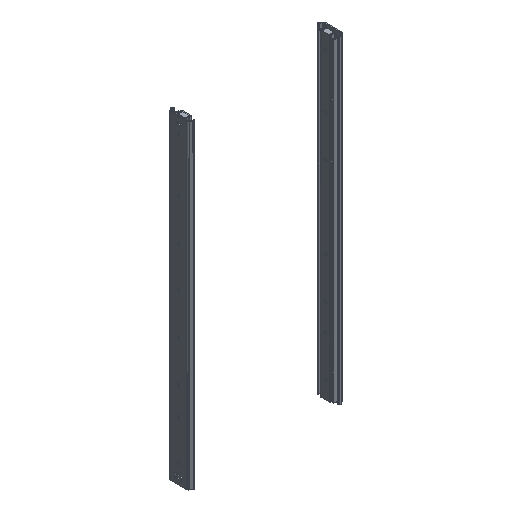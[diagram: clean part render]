
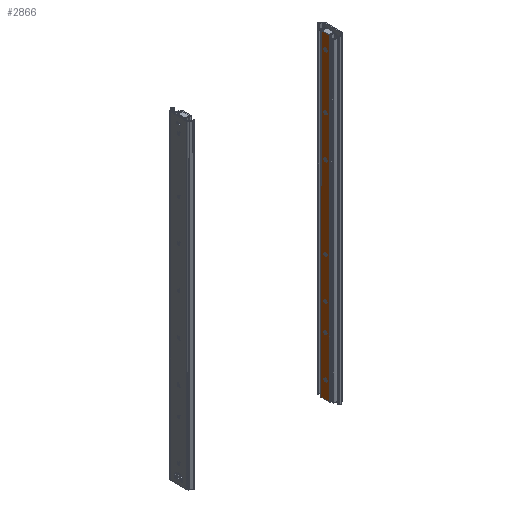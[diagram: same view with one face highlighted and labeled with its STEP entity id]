
A CAD part, isometric view. The second image highlights one B-rep face of the part: STEP entity #2866.
In plain terms, the highlighted face is planar.
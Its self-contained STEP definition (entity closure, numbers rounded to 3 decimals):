
#143=FACE_BOUND('',#512,.T.);
#144=FACE_BOUND('',#513,.T.);
#145=FACE_BOUND('',#514,.T.);
#146=FACE_BOUND('',#515,.T.);
#147=FACE_BOUND('',#516,.T.);
#148=FACE_BOUND('',#517,.T.);
#149=FACE_BOUND('',#518,.T.);
#212=PLANE('',#3263);
#342=FACE_OUTER_BOUND('',#511,.T.);
#511=EDGE_LOOP('',(#2508,#2509,#2510,#2511));
#512=EDGE_LOOP('',(#2512));
#513=EDGE_LOOP('',(#2513));
#514=EDGE_LOOP('',(#2514));
#515=EDGE_LOOP('',(#2515));
#516=EDGE_LOOP('',(#2516));
#517=EDGE_LOOP('',(#2517));
#518=EDGE_LOOP('',(#2518));
#761=LINE('',#4928,#1007);
#763=LINE('',#4954,#1009);
#764=LINE('',#4956,#1010);
#765=LINE('',#4957,#1011);
#1007=VECTOR('',#4022,10.);
#1009=VECTOR('',#4034,10.);
#1010=VECTOR('',#4035,10.);
#1011=VECTOR('',#4036,10.);
#1124=CIRCLE('',#3219,2.9);
#1126=CIRCLE('',#3223,2.9);
#1128=CIRCLE('',#3227,2.9);
#1130=CIRCLE('',#3231,2.9);
#1132=CIRCLE('',#3235,2.9);
#1134=CIRCLE('',#3239,2.9);
#1136=CIRCLE('',#3243,2.9);
#1369=VERTEX_POINT('',#4823);
#1371=VERTEX_POINT('',#4831);
#1373=VERTEX_POINT('',#4839);
#1375=VERTEX_POINT('',#4847);
#1377=VERTEX_POINT('',#4855);
#1379=VERTEX_POINT('',#4863);
#1381=VERTEX_POINT('',#4871);
#1395=VERTEX_POINT('',#4925);
#1396=VERTEX_POINT('',#4927);
#1402=VERTEX_POINT('',#4953);
#1403=VERTEX_POINT('',#4955);
#1725=EDGE_CURVE('',#1369,#1369,#1124,.T.);
#1729=EDGE_CURVE('',#1371,#1371,#1126,.T.);
#1733=EDGE_CURVE('',#1373,#1373,#1128,.T.);
#1737=EDGE_CURVE('',#1375,#1375,#1130,.T.);
#1741=EDGE_CURVE('',#1377,#1377,#1132,.T.);
#1745=EDGE_CURVE('',#1379,#1379,#1134,.T.);
#1749=EDGE_CURVE('',#1381,#1381,#1136,.T.);
#1771=EDGE_CURVE('',#1395,#1396,#761,.T.);
#1778=EDGE_CURVE('',#1395,#1402,#763,.T.);
#1779=EDGE_CURVE('',#1403,#1402,#764,.T.);
#1780=EDGE_CURVE('',#1403,#1396,#765,.T.);
#2508=ORIENTED_EDGE('',*,*,#1771,.F.);
#2509=ORIENTED_EDGE('',*,*,#1778,.T.);
#2510=ORIENTED_EDGE('',*,*,#1779,.F.);
#2511=ORIENTED_EDGE('',*,*,#1780,.T.);
#2512=ORIENTED_EDGE('',*,*,#1745,.T.);
#2513=ORIENTED_EDGE('',*,*,#1749,.T.);
#2514=ORIENTED_EDGE('',*,*,#1741,.T.);
#2515=ORIENTED_EDGE('',*,*,#1737,.T.);
#2516=ORIENTED_EDGE('',*,*,#1733,.T.);
#2517=ORIENTED_EDGE('',*,*,#1725,.T.);
#2518=ORIENTED_EDGE('',*,*,#1729,.T.);
#2866=ADVANCED_FACE('',(#342,#143,#144,#145,#146,#147,#148,#149),#212,.T.);
#3219=AXIS2_PLACEMENT_3D('',#4824,#3918,#3919);
#3223=AXIS2_PLACEMENT_3D('',#4832,#3928,#3929);
#3227=AXIS2_PLACEMENT_3D('',#4840,#3938,#3939);
#3231=AXIS2_PLACEMENT_3D('',#4848,#3948,#3949);
#3235=AXIS2_PLACEMENT_3D('',#4856,#3958,#3959);
#3239=AXIS2_PLACEMENT_3D('',#4864,#3968,#3969);
#3243=AXIS2_PLACEMENT_3D('',#4872,#3978,#3979);
#3263=AXIS2_PLACEMENT_3D('',#4952,#4032,#4033);
#3918=DIRECTION('center_axis',(-1.,0.,0.));
#3919=DIRECTION('ref_axis',(0.,0.,1.));
#3928=DIRECTION('center_axis',(-1.,0.,0.));
#3929=DIRECTION('ref_axis',(0.,0.,1.));
#3938=DIRECTION('center_axis',(-1.,0.,0.));
#3939=DIRECTION('ref_axis',(0.,0.,1.));
#3948=DIRECTION('center_axis',(-1.,0.,0.));
#3949=DIRECTION('ref_axis',(0.,0.,1.));
#3958=DIRECTION('center_axis',(-1.,0.,0.));
#3959=DIRECTION('ref_axis',(0.,0.,1.));
#3968=DIRECTION('center_axis',(-1.,0.,0.));
#3969=DIRECTION('ref_axis',(0.,0.,1.));
#3978=DIRECTION('center_axis',(-1.,0.,0.));
#3979=DIRECTION('ref_axis',(0.,0.,1.));
#4022=DIRECTION('',(0.,1.,0.));
#4032=DIRECTION('center_axis',(1.,0.,0.));
#4033=DIRECTION('ref_axis',(0.,-1.,0.));
#4034=DIRECTION('',(0.,0.,-1.));
#4035=DIRECTION('',(0.,-1.,0.));
#4036=DIRECTION('',(0.,0.,1.));
#4823=CARTESIAN_POINT('',(8.,0.,-37.9));
#4824=CARTESIAN_POINT('Origin',(8.,0.,-35.));
#4831=CARTESIAN_POINT('',(8.,0.,-165.9));
#4832=CARTESIAN_POINT('Origin',(8.,0.,-163.));
#4839=CARTESIAN_POINT('',(8.,0.,-261.9));
#4840=CARTESIAN_POINT('Origin',(8.,0.,-259.));
#4847=CARTESIAN_POINT('',(8.,0.,-453.9));
#4848=CARTESIAN_POINT('Origin',(8.,0.,-451.));
#4855=CARTESIAN_POINT('',(8.,0.,-549.9));
#4856=CARTESIAN_POINT('Origin',(8.,0.,-547.));
#4863=CARTESIAN_POINT('',(8.,0.,-613.9));
#4864=CARTESIAN_POINT('Origin',(8.,0.,-611.));
#4871=CARTESIAN_POINT('',(8.,0.,-709.9));
#4872=CARTESIAN_POINT('Origin',(8.,0.,-707.));
#4925=CARTESIAN_POINT('',(8.,-9.7,0.));
#4927=CARTESIAN_POINT('',(8.,9.7,0.));
#4928=CARTESIAN_POINT('',(8.,-11.283,0.));
#4952=CARTESIAN_POINT('Origin',(8.,11.283,0.));
#4953=CARTESIAN_POINT('',(8.,-9.7,-747.));
#4954=CARTESIAN_POINT('',(8.,-9.7,0.));
#4955=CARTESIAN_POINT('',(8.,9.7,-747.));
#4956=CARTESIAN_POINT('',(8.,-11.283,-747.));
#4957=CARTESIAN_POINT('',(8.,9.7,0.));
